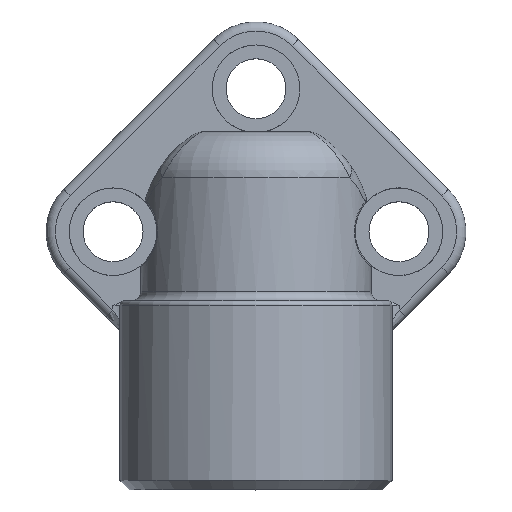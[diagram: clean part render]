
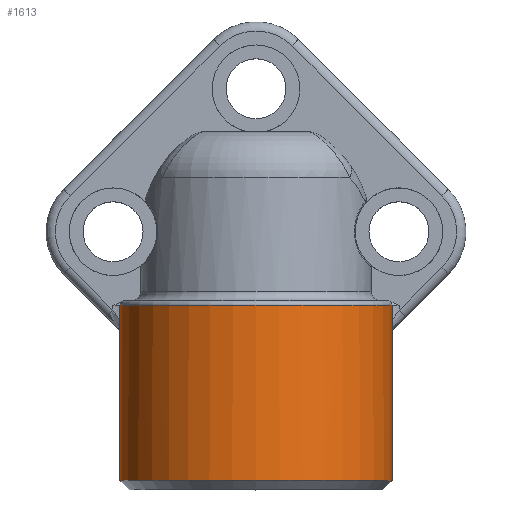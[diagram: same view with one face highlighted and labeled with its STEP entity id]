
A CAD part, top view. The second image highlights one B-rep face of the part: STEP entity #1613.
In plain terms, the highlighted cylindrical face has radius 29.5 mm (diameter 59 mm), a full revolution.
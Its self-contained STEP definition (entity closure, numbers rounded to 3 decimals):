
#92=LINE('',#4082,#157);
#94=LINE('',#4085,#159);
#157=VECTOR('',#2144,1000.);
#159=VECTOR('',#2148,1000.);
#244=CYLINDRICAL_SURFACE('',#1804,29.5);
#265=B_SPLINE_CURVE_WITH_KNOTS('',3,(#2818,#2819,#2820,#2821,#2822,#2823,
#2824,#2825,#2826,#2827,#2828,#2829,#2830,#2831,#2832,#2833,#2834,#2835,
#2836,#2837,#2838,#2839,#2840),.UNSPECIFIED.,.F.,.F.,(4,1,1,1,1,1,1,1,1,
1,1,1,1,1,1,1,1,1,1,1,4),(0.,0.125,0.188,0.25,0.313,0.375,0.438,0.469,
0.5,0.531,0.563,0.625,0.688,0.719,0.734,0.75,0.766,0.781,
0.813,0.875,1.),.UNSPECIFIED.);
#266=B_SPLINE_CURVE_WITH_KNOTS('',3,(#2923,#2924,#2925,#2926,#2927,#2928,
#2929,#2930,#2931,#2932,#2933,#2934,#2935,#2936,#2937,#2938),
 .UNSPECIFIED.,.F.,.F.,(4,1,1,1,1,1,1,1,1,1,1,1,1,4),(0.,0.125,0.188,0.25,
0.313,0.375,0.5,0.563,0.625,0.688,0.75,0.813,0.875,1.),
 .UNSPECIFIED.);
#268=B_SPLINE_CURVE_WITH_KNOTS('',3,(#3016,#3017,#3018,#3019,#3020,#3021,
#3022,#3023,#3024,#3025,#3026,#3027,#3028,#3029,#3030,#3031,#3032,#3033,
#3034,#3035,#3036,#3037,#3038),.UNSPECIFIED.,.F.,.F.,(4,1,1,1,1,1,1,1,1,
1,1,1,1,1,1,1,1,1,1,1,4),(0.,0.125,0.188,0.219,0.234,0.25,0.266,
0.281,0.313,0.375,0.438,0.469,0.5,0.531,0.563,0.625,0.688,0.75,
0.813,0.875,1.),.UNSPECIFIED.);
#288=B_SPLINE_CURVE_WITH_KNOTS('',3,(#3662,#3663,#3664,#3665),
 .UNSPECIFIED.,.F.,.F.,(4,4),(0.,1.),.UNSPECIFIED.);
#290=B_SPLINE_CURVE_WITH_KNOTS('',3,(#3697,#3698,#3699,#3700,#3701,#3702),
 .UNSPECIFIED.,.F.,.F.,(4,2,4),(0.,0.002,0.003),
 .UNSPECIFIED.);
#293=B_SPLINE_CURVE_WITH_KNOTS('',3,(#3743,#3744,#3745,#3746,#3747,#3748),
 .UNSPECIFIED.,.F.,.F.,(4,2,4),(0.,0.002,0.003),
 .UNSPECIFIED.);
#296=B_SPLINE_CURVE_WITH_KNOTS('',3,(#3760,#3761,#3762,#3763),
 .UNSPECIFIED.,.F.,.F.,(4,4),(0.,1.),.UNSPECIFIED.);
#630=ORIENTED_EDGE('',*,*,#966,.T.);
#631=ORIENTED_EDGE('',*,*,#857,.T.);
#632=ORIENTED_EDGE('',*,*,#861,.T.);
#633=ORIENTED_EDGE('',*,*,#864,.T.);
#634=ORIENTED_EDGE('',*,*,#964,.T.);
#635=ORIENTED_EDGE('',*,*,#918,.T.);
#636=ORIENTED_EDGE('',*,*,#915,.T.);
#637=ORIENTED_EDGE('',*,*,#912,.T.);
#638=ORIENTED_EDGE('',*,*,#909,.T.);
#639=ORIENTED_EDGE('',*,*,#906,.T.);
#640=ORIENTED_EDGE('',*,*,#799,.T.);
#799=EDGE_CURVE('',#1027,#1027,#1170,.T.);
#857=EDGE_CURVE('',#1066,#1067,#265,.T.);
#861=EDGE_CURVE('',#1067,#1070,#266,.T.);
#864=EDGE_CURVE('',#1070,#1045,#268,.T.);
#906=EDGE_CURVE('',#1101,#1099,#288,.T.);
#909=EDGE_CURVE('',#1103,#1101,#290,.T.);
#912=EDGE_CURVE('',#1105,#1103,#1215,.T.);
#915=EDGE_CURVE('',#1107,#1105,#293,.T.);
#918=EDGE_CURVE('',#1109,#1107,#296,.T.);
#964=EDGE_CURVE('',#1045,#1109,#92,.T.);
#966=EDGE_CURVE('',#1099,#1066,#94,.T.);
#1027=VERTEX_POINT('',#2470);
#1045=VERTEX_POINT('',#2556);
#1066=VERTEX_POINT('',#2768);
#1067=VERTEX_POINT('',#2841);
#1070=VERTEX_POINT('',#2922);
#1099=VERTEX_POINT('',#3641);
#1101=VERTEX_POINT('',#3656);
#1103=VERTEX_POINT('',#3691);
#1105=VERTEX_POINT('',#3705);
#1107=VERTEX_POINT('',#3737);
#1109=VERTEX_POINT('',#3754);
#1170=CIRCLE('',#1682,29.5);
#1215=CIRCLE('',#1750,29.5);
#1353=EDGE_LOOP('',(#630,#631,#632,#633,#634,#635,#636,#637,#638,#639));
#1354=EDGE_LOOP('',(#640));
#1488=FACE_BOUND('',#1353,.T.);
#1489=FACE_BOUND('',#1354,.T.);
#1613=ADVANCED_FACE('',(#1488,#1489),#244,.T.);
#1682=AXIS2_PLACEMENT_3D('',#2469,#1893,#1894);
#1750=AXIS2_PLACEMENT_3D('',#3708,#2061,#2062);
#1804=AXIS2_PLACEMENT_3D('',#4403,#2186,#2187);
#1893=DIRECTION('',(0.,1.,0.));
#1894=DIRECTION('',(0.,0.,1.));
#2061=DIRECTION('',(0.,-1.,0.));
#2062=DIRECTION('',(0.,0.,1.));
#2144=DIRECTION('',(0.,1.,0.));
#2148=DIRECTION('',(0.,-1.,0.));
#2186=DIRECTION('',(0.,1.,0.));
#2187=DIRECTION('',(0.,0.,1.));
#2469=CARTESIAN_POINT('',(0.,-54.,36.));
#2470=CARTESIAN_POINT('',(0.,-54.,65.5));
#2556=CARTESIAN_POINT('',(26.566,-25.887,23.174));
#2768=CARTESIAN_POINT('',(-26.566,-25.887,23.174));
#2818=CARTESIAN_POINT('',(-26.566,-25.887,23.174));
#2819=CARTESIAN_POINT('',(-26.168,-26.325,22.351));
#2820=CARTESIAN_POINT('',(-25.508,-27.053,21.13));
#2821=CARTESIAN_POINT('',(-24.504,-28.159,19.553));
#2822=CARTESIAN_POINT('',(-23.676,-29.071,18.383));
#2823=CARTESIAN_POINT('',(-22.828,-30.005,17.298));
#2824=CARTESIAN_POINT('',(-21.904,-31.023,16.222));
#2825=CARTESIAN_POINT('',(-21.08,-31.931,15.353));
#2826=CARTESIAN_POINT('',(-20.394,-32.687,14.68));
#2827=CARTESIAN_POINT('',(-19.846,-33.29,14.17));
#2828=CARTESIAN_POINT('',(-19.347,-33.839,13.727));
#2829=CARTESIAN_POINT('',(-18.638,-34.621,13.125));
#2830=CARTESIAN_POINT('',(-17.718,-35.635,12.399));
#2831=CARTESIAN_POINT('',(-16.742,-36.71,11.703));
#2832=CARTESIAN_POINT('',(-16.027,-37.497,11.231));
#2833=CARTESIAN_POINT('',(-15.616,-37.95,10.971));
#2834=CARTESIAN_POINT('',(-15.287,-38.313,10.769));
#2835=CARTESIAN_POINT('',(-15.019,-38.608,10.609));
#2836=CARTESIAN_POINT('',(-14.634,-39.033,10.384));
#2837=CARTESIAN_POINT('',(-13.954,-39.781,10.002));
#2838=CARTESIAN_POINT('',(-12.527,-41.354,9.263));
#2839=CARTESIAN_POINT('',(-11.2,-42.815,8.691));
#2840=CARTESIAN_POINT('',(-10.269,-43.841,8.345));
#2841=CARTESIAN_POINT('',(-10.269,-43.841,8.345));
#2922=CARTESIAN_POINT('',(10.269,-43.841,8.345));
#2923=CARTESIAN_POINT('',(-10.269,-43.841,8.345));
#2924=CARTESIAN_POINT('',(-9.619,-44.557,8.104));
#2925=CARTESIAN_POINT('',(-8.576,-45.512,7.753));
#2926=CARTESIAN_POINT('',(-6.946,-46.608,7.32));
#2927=CARTESIAN_POINT('',(-5.684,-47.278,7.042));
#2928=CARTESIAN_POINT('',(-4.309,-47.835,6.805));
#2929=CARTESIAN_POINT('',(-2.45,-48.36,6.575));
#2930=CARTESIAN_POINT('',(-0.478,-48.582,6.475));
#2931=CARTESIAN_POINT('',(1.48,-48.472,6.525));
#2932=CARTESIAN_POINT('',(2.954,-48.22,6.637));
#2933=CARTESIAN_POINT('',(4.33,-47.827,6.809));
#2934=CARTESIAN_POINT('',(5.697,-47.273,7.045));
#2935=CARTESIAN_POINT('',(6.956,-46.601,7.322));
#2936=CARTESIAN_POINT('',(8.582,-45.507,7.755));
#2937=CARTESIAN_POINT('',(9.621,-44.555,8.104));
#2938=CARTESIAN_POINT('',(10.269,-43.841,8.345));
#3016=CARTESIAN_POINT('',(10.269,-43.841,8.345));
#3017=CARTESIAN_POINT('',(11.2,-42.815,8.691));
#3018=CARTESIAN_POINT('',(12.527,-41.354,9.263));
#3019=CARTESIAN_POINT('',(13.954,-39.781,10.002));
#3020=CARTESIAN_POINT('',(14.634,-39.033,10.384));
#3021=CARTESIAN_POINT('',(15.019,-38.608,10.609));
#3022=CARTESIAN_POINT('',(15.287,-38.313,10.769));
#3023=CARTESIAN_POINT('',(15.616,-37.95,10.971));
#3024=CARTESIAN_POINT('',(16.027,-37.497,11.231));
#3025=CARTESIAN_POINT('',(16.742,-36.71,11.703));
#3026=CARTESIAN_POINT('',(17.718,-35.635,12.399));
#3027=CARTESIAN_POINT('',(18.638,-34.621,13.125));
#3028=CARTESIAN_POINT('',(19.347,-33.839,13.727));
#3029=CARTESIAN_POINT('',(19.846,-33.29,14.17));
#3030=CARTESIAN_POINT('',(20.394,-32.687,14.68));
#3031=CARTESIAN_POINT('',(21.08,-31.931,15.353));
#3032=CARTESIAN_POINT('',(21.904,-31.023,16.222));
#3033=CARTESIAN_POINT('',(22.828,-30.005,17.298));
#3034=CARTESIAN_POINT('',(23.676,-29.071,18.383));
#3035=CARTESIAN_POINT('',(24.504,-28.159,19.553));
#3036=CARTESIAN_POINT('',(25.508,-27.053,21.13));
#3037=CARTESIAN_POINT('',(26.168,-26.325,22.351));
#3038=CARTESIAN_POINT('',(26.566,-25.887,23.174));
#3641=CARTESIAN_POINT('',(-26.566,-15.701,23.174));
#3656=CARTESIAN_POINT('',(-26.813,-15.792,23.698));
#3662=CARTESIAN_POINT('',(-26.813,-15.792,23.698));
#3663=CARTESIAN_POINT('',(-26.732,-15.762,23.523));
#3664=CARTESIAN_POINT('',(-26.65,-15.731,23.348));
#3665=CARTESIAN_POINT('',(-26.566,-15.701,23.174));
#3691=CARTESIAN_POINT('',(-27.947,-16.,26.556));
#3697=CARTESIAN_POINT('',(-27.947,-16.,26.556));
#3698=CARTESIAN_POINT('',(-27.782,-16.,26.067));
#3699=CARTESIAN_POINT('',(-27.605,-15.987,25.585));
#3700=CARTESIAN_POINT('',(-27.226,-15.924,24.632));
#3701=CARTESIAN_POINT('',(-27.025,-15.873,24.162));
#3702=CARTESIAN_POINT('',(-26.813,-15.792,23.698));
#3705=CARTESIAN_POINT('',(27.947,-16.,26.556));
#3708=CARTESIAN_POINT('',(0.,-16.,36.));
#3737=CARTESIAN_POINT('',(26.813,-15.792,23.698));
#3743=CARTESIAN_POINT('',(26.813,-15.792,23.698));
#3744=CARTESIAN_POINT('',(27.025,-15.873,24.162));
#3745=CARTESIAN_POINT('',(27.226,-15.924,24.632));
#3746=CARTESIAN_POINT('',(27.605,-15.987,25.585));
#3747=CARTESIAN_POINT('',(27.782,-16.,26.067));
#3748=CARTESIAN_POINT('',(27.947,-16.,26.556));
#3754=CARTESIAN_POINT('',(26.566,-15.701,23.174));
#3760=CARTESIAN_POINT('',(26.566,-15.701,23.174));
#3761=CARTESIAN_POINT('',(26.65,-15.731,23.348));
#3762=CARTESIAN_POINT('',(26.732,-15.762,23.523));
#3763=CARTESIAN_POINT('',(26.813,-15.792,23.698));
#4082=CARTESIAN_POINT('',(26.566,-56.,23.174));
#4085=CARTESIAN_POINT('',(-26.566,-56.,23.174));
#4403=CARTESIAN_POINT('',(0.,-56.,36.));
